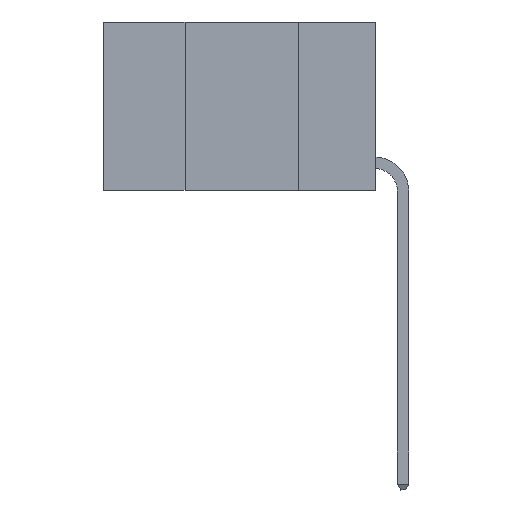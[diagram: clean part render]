
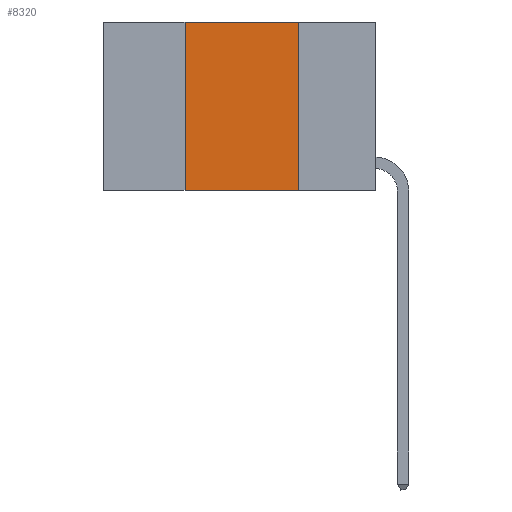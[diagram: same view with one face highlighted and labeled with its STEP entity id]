
A CAD part, left-side view. The second image highlights one B-rep face of the part: STEP entity #8320.
In plain terms, the highlighted planar face has unit normal (-1, 0, 0).
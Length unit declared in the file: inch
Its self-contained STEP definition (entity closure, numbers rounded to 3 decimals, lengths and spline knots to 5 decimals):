
#32 = DIRECTION ( 'NONE',  ( 1., 0., 0. ) ) ;
#103 = FACE_OUTER_BOUND ( 'NONE', #781, .T. ) ;
#781 = EDGE_LOOP ( 'NONE', ( #6960, #7014, #2857, #9252 ) ) ;
#891 = PLANE ( 'NONE',  #4318 ) ;
#1588 = CARTESIAN_POINT ( 'NONE',  ( 0., 0.42, 0. ) ) ;
#1767 = CARTESIAN_POINT ( 'NONE',  ( 0., 0.17, 0. ) ) ;
#1821 = EDGE_CURVE ( 'NONE', #9452, #2658, #5500, .T. ) ;
#1944 = VERTEX_POINT ( 'NONE', #10989 ) ;
#2638 = DIRECTION ( 'NONE',  ( 0., 0., -1. ) ) ;
#2658 = VERTEX_POINT ( 'NONE', #3202 ) ;
#2857 = ORIENTED_EDGE ( 'NONE', *, *, #2858, .F. ) ;
#2858 = EDGE_CURVE ( 'NONE', #1944, #4190, #6275, .T. ) ;
#3202 = CARTESIAN_POINT ( 'NONE',  ( 0., 0.17, -0.37 ) ) ;
#3357 = EDGE_CURVE ( 'NONE', #1944, #2658, #4417, .T. ) ;
#3504 = CARTESIAN_POINT ( 'NONE',  ( 0., 0.6, -0.37 ) ) ;
#3939 = DIRECTION ( 'NONE',  ( 0., 0., -1. ) ) ;
#4190 = VERTEX_POINT ( 'NONE', #10837 ) ;
#4318 = AXIS2_PLACEMENT_3D ( 'NONE', #7694, #32, #3939 ) ;
#4417 = LINE ( 'NONE', #3504, #6882 ) ;
#5500 = LINE ( 'NONE', #1767, #10330 ) ;
#6275 = LINE ( 'NONE', #1588, #6672 ) ;
#6670 = VECTOR ( 'NONE', #10055, 39.37008 ) ;
#6672 = VECTOR ( 'NONE', #11292, 39.37008 ) ;
#6882 = VECTOR ( 'NONE', #7326, 39.37008 ) ;
#6960 = ORIENTED_EDGE ( 'NONE', *, *, #1821, .F. ) ;
#7014 = ORIENTED_EDGE ( 'NONE', *, *, #11351, .F. ) ;
#7326 = DIRECTION ( 'NONE',  ( 0., -1., 0. ) ) ;
#7694 = CARTESIAN_POINT ( 'NONE',  ( 0., 0.6, 0. ) ) ;
#8320 = ADVANCED_FACE ( 'NONE', ( #103 ), #891, .F. ) ;
#9252 = ORIENTED_EDGE ( 'NONE', *, *, #3357, .T. ) ;
#9452 = VERTEX_POINT ( 'NONE', #12148 ) ;
#10055 = DIRECTION ( 'NONE',  ( 0., -1., 0. ) ) ;
#10330 = VECTOR ( 'NONE', #2638, 39.37008 ) ;
#10837 = CARTESIAN_POINT ( 'NONE',  ( 0., 0.42, 0. ) ) ;
#10989 = CARTESIAN_POINT ( 'NONE',  ( 0., 0.42, -0.37 ) ) ;
#11081 = CARTESIAN_POINT ( 'NONE',  ( 0., 0.6, 0. ) ) ;
#11292 = DIRECTION ( 'NONE',  ( 0., 0., 1. ) ) ;
#11351 = EDGE_CURVE ( 'NONE', #4190, #9452, #11856, .T. ) ;
#11856 = LINE ( 'NONE', #11081, #6670 ) ;
#12148 = CARTESIAN_POINT ( 'NONE',  ( 0., 0.17, 0. ) ) ;
